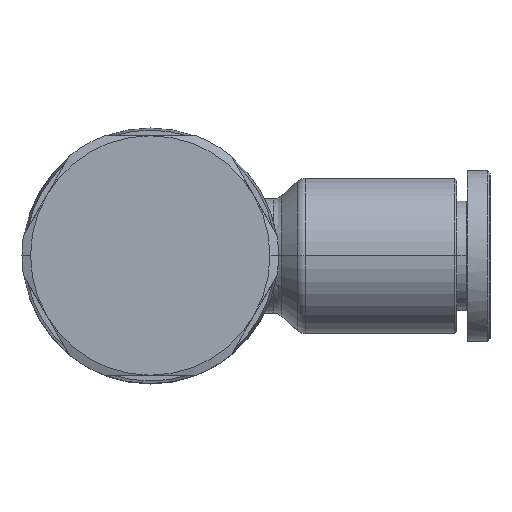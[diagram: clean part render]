
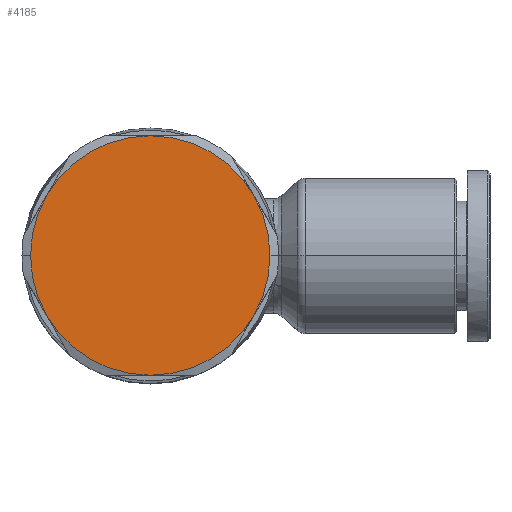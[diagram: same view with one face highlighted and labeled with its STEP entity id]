
A CAD part, top view. The second image highlights one B-rep face of the part: STEP entity #4185.
In plain terms, the highlighted planar face has unit normal (0, 0, 1).
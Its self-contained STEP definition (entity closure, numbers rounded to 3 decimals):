
#3114=CARTESIAN_POINT('',(-4.3,0.,14.5));
#3115=VERTEX_POINT('',#3114);
#3122=CARTESIAN_POINT('',(-2.893,5.25,14.5));
#3123=VERTEX_POINT('',#3122);
#3124=CARTESIAN_POINT('',(6.2,0.,14.5));
#3125=DIRECTION('',(0.0,0.0,1.0));
#3126=DIRECTION('',(1.0,0.0,0.0));
#3127=AXIS2_PLACEMENT_3D('',#3124,#3125,#3126);
#3128=CIRCLE('',#3127,10.5);
#3129=EDGE_CURVE('',#3123,#3115,#3128,.T.);
#3153=CARTESIAN_POINT('',(16.7,0.,14.5));
#3154=VERTEX_POINT('',#3153);
#3162=CARTESIAN_POINT('',(15.293,5.25,14.5));
#3163=VERTEX_POINT('',#3162);
#3177=CARTESIAN_POINT('',(6.2,0.,14.5));
#3178=DIRECTION('',(0.0,0.0,1.0));
#3179=DIRECTION('',(1.0,0.0,0.0));
#3180=AXIS2_PLACEMENT_3D('',#3177,#3178,#3179);
#3181=CIRCLE('',#3180,10.5);
#3182=EDGE_CURVE('',#3154,#3163,#3181,.T.);
#3557=CARTESIAN_POINT('',(15.293,-5.25,14.5));
#3558=VERTEX_POINT('',#3557);
#3559=CARTESIAN_POINT('',(6.2,0.,14.5));
#3560=DIRECTION('',(0.0,0.0,1.0));
#3561=DIRECTION('',(1.0,0.0,0.0));
#3562=AXIS2_PLACEMENT_3D('',#3559,#3560,#3561);
#3563=CIRCLE('',#3562,10.5);
#3564=EDGE_CURVE('',#3558,#3154,#3563,.T.);
#3598=CARTESIAN_POINT('',(6.2,-10.5,14.5));
#3599=VERTEX_POINT('',#3598);
#3635=CARTESIAN_POINT('',(6.2,0.,14.5));
#3636=DIRECTION('',(0.0,0.0,1.0));
#3637=DIRECTION('',(1.0,0.0,0.0));
#3638=AXIS2_PLACEMENT_3D('',#3635,#3636,#3637);
#3639=CIRCLE('',#3638,10.5);
#3640=EDGE_CURVE('',#3599,#3558,#3639,.T.);
#3665=CARTESIAN_POINT('',(-2.893,-5.25,14.5));
#3666=VERTEX_POINT('',#3665);
#3667=CARTESIAN_POINT('',(6.2,0.,14.5));
#3668=DIRECTION('',(0.0,0.0,1.0));
#3669=DIRECTION('',(1.0,0.0,0.0));
#3670=AXIS2_PLACEMENT_3D('',#3667,#3668,#3669);
#3671=CIRCLE('',#3670,10.5);
#3672=EDGE_CURVE('',#3666,#3599,#3671,.T.);
#3727=CARTESIAN_POINT('',(6.2,0.,14.5));
#3728=DIRECTION('',(0.0,0.0,1.0));
#3729=DIRECTION('',(1.0,0.0,0.0));
#3730=AXIS2_PLACEMENT_3D('',#3727,#3728,#3729);
#3731=CIRCLE('',#3730,10.5);
#3732=EDGE_CURVE('',#3115,#3666,#3731,.T.);
#3757=CARTESIAN_POINT('',(6.2,10.5,14.5));
#3758=VERTEX_POINT('',#3757);
#3759=CARTESIAN_POINT('',(6.2,0.,14.5));
#3760=DIRECTION('',(0.0,0.0,1.0));
#3761=DIRECTION('',(1.0,0.0,0.0));
#3762=AXIS2_PLACEMENT_3D('',#3759,#3760,#3761);
#3763=CIRCLE('',#3762,10.5);
#3764=EDGE_CURVE('',#3758,#3123,#3763,.T.);
#3811=CARTESIAN_POINT('',(6.2,0.,14.5));
#3812=DIRECTION('',(0.0,0.0,1.0));
#3813=DIRECTION('',(1.0,0.0,0.0));
#3814=AXIS2_PLACEMENT_3D('',#3811,#3812,#3813);
#3815=CIRCLE('',#3814,10.5);
#3816=EDGE_CURVE('',#3163,#3758,#3815,.T.);
#4170=CARTESIAN_POINT('',(6.2,0.,14.5));
#4171=DIRECTION('',(0.0,0.0,1.0));
#4172=DIRECTION('',(1.0,0.0,0.0));
#4173=AXIS2_PLACEMENT_3D('',#4170,#4171,#4172);
#4174=PLANE('',#4173);
#4175=ORIENTED_EDGE('',*,*,#3816,.T.);
#4176=ORIENTED_EDGE('',*,*,#3764,.T.);
#4177=ORIENTED_EDGE('',*,*,#3129,.T.);
#4178=ORIENTED_EDGE('',*,*,#3732,.T.);
#4179=ORIENTED_EDGE('',*,*,#3672,.T.);
#4180=ORIENTED_EDGE('',*,*,#3640,.T.);
#4181=ORIENTED_EDGE('',*,*,#3564,.T.);
#4182=ORIENTED_EDGE('',*,*,#3182,.T.);
#4183=EDGE_LOOP('',(#4175,#4176,#4177,#4178,#4179,#4180,#4181,#4182));
#4184=FACE_OUTER_BOUND('',#4183,.T.);
#4185=ADVANCED_FACE('',(#4184),#4174,.T.);
